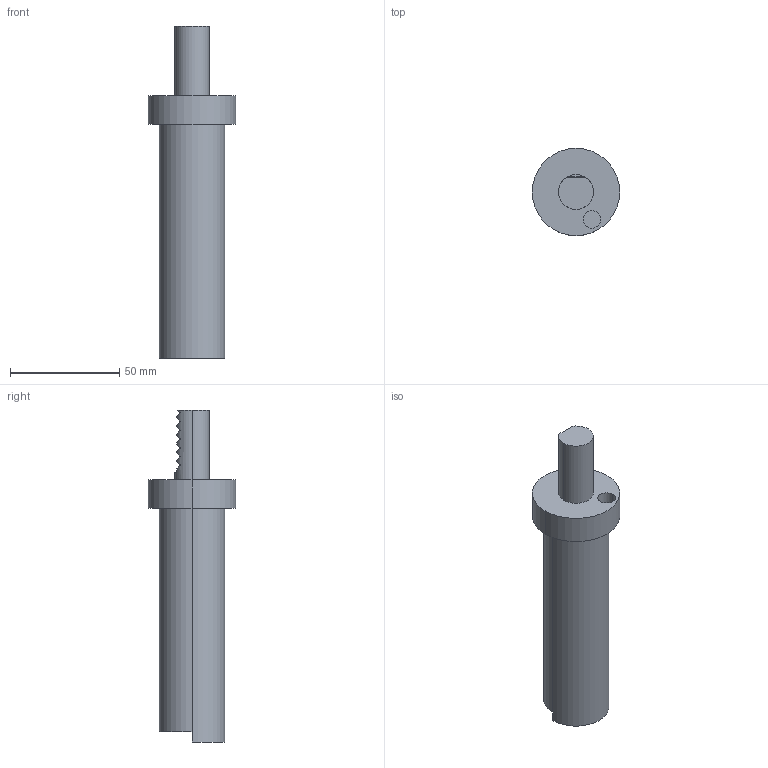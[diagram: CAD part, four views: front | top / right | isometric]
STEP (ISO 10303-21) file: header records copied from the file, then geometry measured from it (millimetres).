
FILE_DESCRIPTION (( 'STEP AP203' ), '1' );
FILE_NAME ('STP-SAKEM-150.16.30.120.STEP', '2020-05-26T01:22:19', ( '' ), ( '' ), 'SwSTEP 2.0', 'SolidWorks 2017', '' );
FILE_SCHEMA (( 'CONFIG_CONTROL_DESIGN' ));
Length unit declared in the file: millimetre
Products named in the file (1): STP-SAKEM-150.16.30.120
Bounding box: 40 x 40 x 152 mm (x, y, z)
Volume: 95967.8 mm3; surface area: 16020.3 mm2
Topology: 1 solids, 1 shells, 44 faces, 115 edges, 76 vertices
Faces by surface type: plane 29, cylinder 15
Entity records: 1516 total; most frequent: CARTESIAN_POINT 446, ORIENTED_EDGE 230, DIRECTION 181, EDGE_CURVE 115, VERTEX_POINT 76, AXIS2_PLACEMENT_3D 63, LINE 55, VECTOR 55
